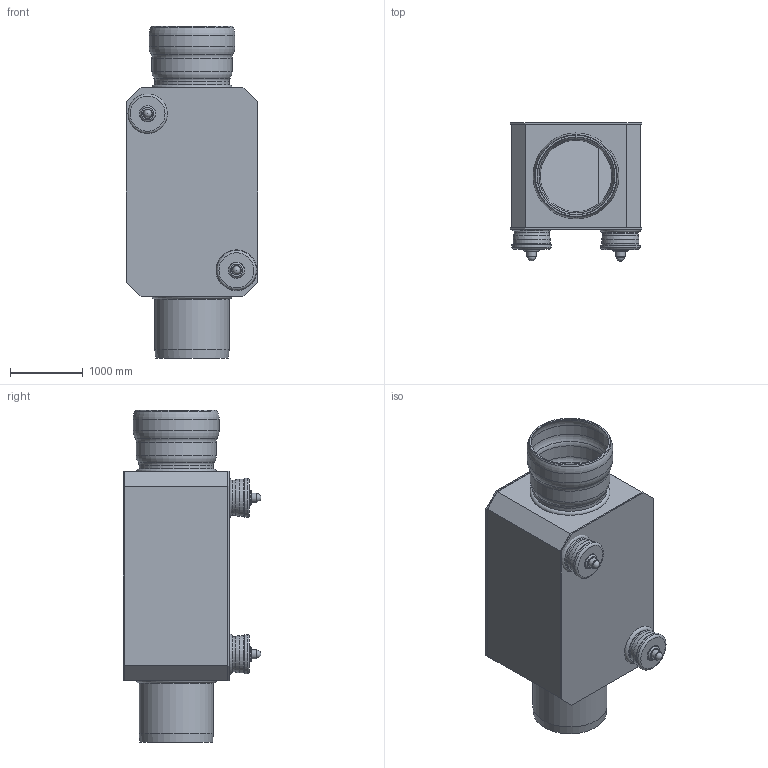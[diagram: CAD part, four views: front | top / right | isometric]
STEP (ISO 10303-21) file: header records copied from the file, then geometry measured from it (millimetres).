
FILE_DESCRIPTION(/* description */ (''),/* implementation_level */ '2;1');
FILE_NAME(/* name */ '04374.100X_3D.stp',/* time_stamp */ '2024-12-11T13:30:28+01:00',/* author */ ('CAD'),/* organization */ (''),/* preprocessor_version */ 'ST-DEVELOPER v20',/* originating_system */ 'AutoCAD Mechanical',/* authorisation */ '');
FILE_SCHEMA (('AUTOMOTIVE_DESIGN { 1 0 10303 214 3 1 1 }'));
Length unit declared in the file: centimetre
Products named in the file (1): Product
Bounding box: 1800 x 1895 x 4560 mm (x, y, z)
Volume: 734549817.3 mm3; surface area: 73923171.4 mm2
Topology: 17 solids, 17 shells, 198 faces, 424 edges, 278 vertices
Faces by surface type: plane 96, torus 44, cylinder 44, bspline 8, cone 4, sphere 2
Full cylindrical faces by diameter (mm): 70 x2, 110 x2, 130 x2, 180 x2, 210 x2, 240 x2, 400 x2, 440 x4, 450 x2, 480 x6, 510 x4, 540 x2, 980 x4, 1020 x4, 1060 x1, 1100 x1, 1140 x1, 1180 x1
Entity records: 5712 total; most frequent: CARTESIAN_POINT 1107, DIRECTION 1046, ORIENTED_EDGE 844, AXIS2_PLACEMENT_3D 433, EDGE_CURVE 422, VERTEX_POINT 278, EDGE_LOOP 244, CIRCLE 242
